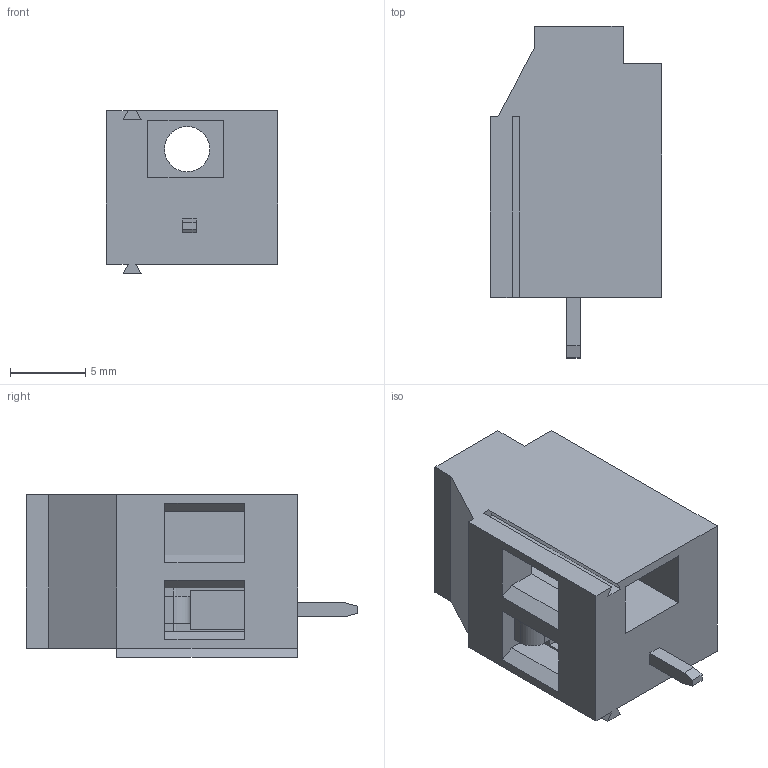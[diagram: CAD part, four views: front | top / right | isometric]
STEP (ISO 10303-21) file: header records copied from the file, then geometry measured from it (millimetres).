
FILE_DESCRIPTION( ( 'Unknown' ), '1' );
FILE_NAME( '691236610001.stp', 'Unknown', ( 'Unknown' ), ( 'Unknown' ), 'PSStep 18.0.17', 'Unknown', ' ' );
FILE_SCHEMA( ( 'AUTOMOTIVE_DESIGN { 1 0 10303 214 1 1 1 1 }' ) );
Length unit declared in the file: millimetre
Products named in the file (2): Assem1; MRT18P10.16_1AV08
Assembly tree (1 placements, depth 2):
  Assem1
    MRT18P10.16_1AV08
Bounding box: 11.35 x 22 x 10.76 mm (x, y, z)
Volume: 1319.9 mm3; surface area: 1614.5 mm2
Topology: 1 solids, 1 shells, 80 faces, 219 edges, 146 vertices
Faces by surface type: plane 74, cylinder 6
Full cylindrical faces by diameter (mm): 3 x1, 4 x2
Entity records: 3160 total; most frequent: CARTESIAN_POINT 442, ORIENTED_EDGE 430, DIRECTION 394, EDGE_CURVE 215, LINE 200, VECTOR 200, VERTEX_POINT 145, AXIS2_PLACEMENT_3D 97
